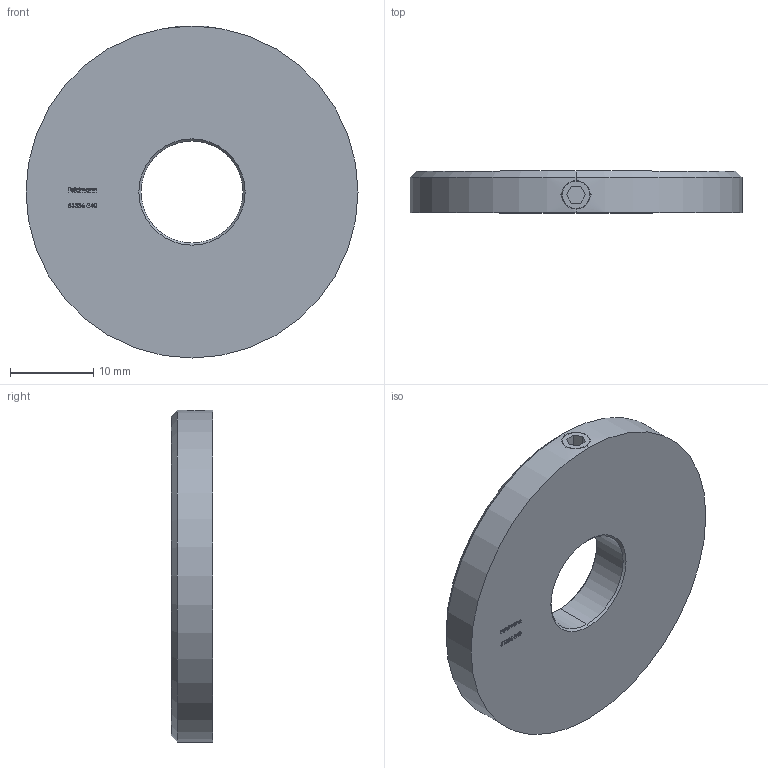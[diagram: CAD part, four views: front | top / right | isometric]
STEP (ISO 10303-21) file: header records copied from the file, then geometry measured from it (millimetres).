
FILE_DESCRIPTION (( 'STEP AP203' ), '1' );
FILE_NAME ('51336-240.step', '2020-10-13T06:02:37', ( '' ), ( '' ), 'SwSTEP 2.0', 'SolidWorks 2018', '' );
FILE_SCHEMA (( 'CONFIG_CONTROL_DESIGN' ));
Length unit declared in the file: millimetre
Products named in the file (6): 5133X-240 Teil1_51336-240 Teil1; DIN913 M4x8; 5133X-240 Teil1; DIN913 M4x8_DIN913 M4x8; 51336-240
Assembly tree (4 placements, depth 2):
  51336-240
    5133X-240 Teil1_51336-240 Teil1
    DIN913 M4x8_DIN913 M4x8
  51336-240
    5133X-240 Teil1
    DIN913 M4x8
Bounding box: 40 x 5 x 40 mm (x, y, z)
Volume: 5622.8 mm3; surface area: 3292 mm2
Topology: 2 solids, 2 shells, 258 faces, 688 edges, 458 vertices
Faces by surface type: plane 132, bspline 108, cone 10, cylinder 8
Entity records: 15103 total; most frequent: CARTESIAN_POINT 8807, ORIENTED_EDGE 1372, DIRECTION 804, EDGE_CURVE 686, VERTEX_POINT 454, LINE 440, VECTOR 440, EDGE_LOOP 284
